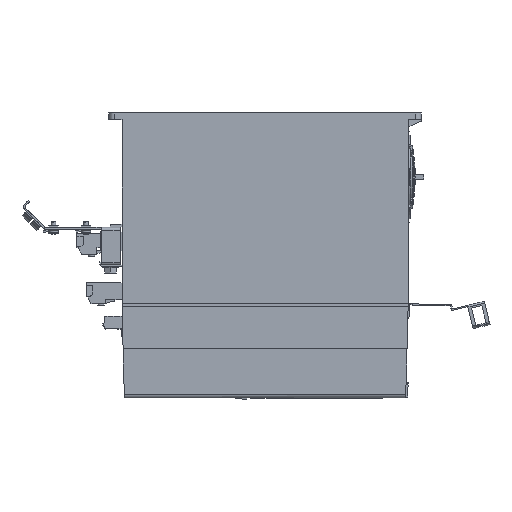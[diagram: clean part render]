
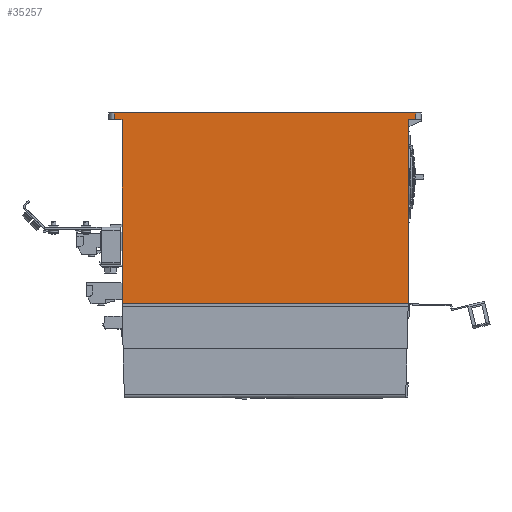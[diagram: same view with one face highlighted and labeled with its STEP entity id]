
A CAD part, front view. The second image highlights one B-rep face of the part: STEP entity #35257.
In plain terms, the highlighted planar face has unit normal (0, -1, 0).
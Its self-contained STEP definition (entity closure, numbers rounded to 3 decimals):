
#1527=DIRECTION('',(1.,0.,0.));
#1528=VECTOR('',#1527,247.);
#1529=CARTESIAN_POINT('',(-123.5,-0.013,-79.236));
#1530=LINE('',#1529,#1528);
#1540=DIRECTION('',(0.,0.,1.));
#1541=VECTOR('',#1540,158.236);
#1542=CARTESIAN_POINT('',(-123.5,-0.013,-79.236));
#1543=LINE('',#1542,#1541);
#1544=DIRECTION('',(1.,0.,0.));
#1545=VECTOR('',#1544,260.);
#1546=CARTESIAN_POINT('',(-130.,0.,
85.));
#1547=LINE('',#1546,#1545);
#1548=DIRECTION('',(0.,0.,-1.));
#1549=VECTOR('',#1548,158.508);
#1550=CARTESIAN_POINT('',(123.5,0.,79.272));
#1551=LINE('',#1550,#1549);
#1610=DIRECTION('',(1.,0.,0.));
#1611=VECTOR('',#1610,6.5);
#1612=CARTESIAN_POINT('',(-130.,0.,
79.));
#1613=LINE('',#1612,#1611);
#3350=DIRECTION('',(1.,0.,0.014));
#3351=VECTOR('',#3350,6.501);
#3352=CARTESIAN_POINT('',(123.5,0.,79.272));
#3353=LINE('',#3352,#3351);
#4364=DIRECTION('',(0.,0.,1.));
#4365=VECTOR('',#4364,5.637);
#4366=CARTESIAN_POINT('',(130.,0.,79.363));
#4367=LINE('',#4366,#4365);
#4376=DIRECTION('',(0.,0.,-1.));
#4377=VECTOR('',#4376,6.);
#4378=CARTESIAN_POINT('',(-130.,0.,
85.));
#4379=LINE('',#4378,#4377);
#25843=CARTESIAN_POINT('',(-123.5,0.,79.));
#25844=VERTEX_POINT('',#25843);
#25845=CARTESIAN_POINT('',(-123.5,-0.013,-79.236));
#25846=VERTEX_POINT('',#25845);
#27774=CARTESIAN_POINT('',(123.5,-0.013,-79.236));
#27776=VERTEX_POINT('',#27774);
#27778=CARTESIAN_POINT('',(-130.,0.,
79.));
#27779=VERTEX_POINT('',#27778);
#27780=CARTESIAN_POINT('',(-130.,0.,
85.));
#27781=VERTEX_POINT('',#27780);
#27782=CARTESIAN_POINT('',(130.,0.,
85.));
#27783=VERTEX_POINT('',#27782);
#27784=CARTESIAN_POINT('',(130.,0.,
79.363));
#27785=VERTEX_POINT('',#27784);
#27786=CARTESIAN_POINT('',(123.5,0.,79.272));
#27787=VERTEX_POINT('',#27786);
#35236=CARTESIAN_POINT('',(0.,0.,1.55));
#35237=DIRECTION('',(0.,1.,0.));
#35238=DIRECTION('',(1.,0.,0.));
#35239=AXIS2_PLACEMENT_3D('',#35236,#35237,#35238);
#35240=PLANE('',#35239);
#35241=ORIENTED_EDGE('',*,*,#35220,.F.);
#35242=ORIENTED_EDGE('',*,*,#33007,.T.);
#35244=ORIENTED_EDGE('',*,*,#35243,.F.);
#35246=ORIENTED_EDGE('',*,*,#35245,.F.);
#35248=ORIENTED_EDGE('',*,*,#35247,.T.);
#35250=ORIENTED_EDGE('',*,*,#35249,.F.);
#35252=ORIENTED_EDGE('',*,*,#35251,.F.);
#35254=ORIENTED_EDGE('',*,*,#35253,.T.);
#35255=EDGE_LOOP('',(#35241,#35242,#35244,#35246,#35248,#35250,#35252,#35254));
#35256=FACE_OUTER_BOUND('',#35255,.F.);
#35257=ADVANCED_FACE('',(#35256),#35240,.F.);
#33007=EDGE_CURVE('',#25846,#25844,#1543,.T.);
#35220=EDGE_CURVE('',#25846,#27776,#1530,.T.);
#35243=EDGE_CURVE('',#27779,#25844,#1613,.T.);
#35245=EDGE_CURVE('',#27781,#27779,#4379,.T.);
#35247=EDGE_CURVE('',#27781,#27783,#1547,.T.);
#35249=EDGE_CURVE('',#27785,#27783,#4367,.T.);
#35251=EDGE_CURVE('',#27787,#27785,#3353,.T.);
#35253=EDGE_CURVE('',#27787,#27776,#1551,.T.);
